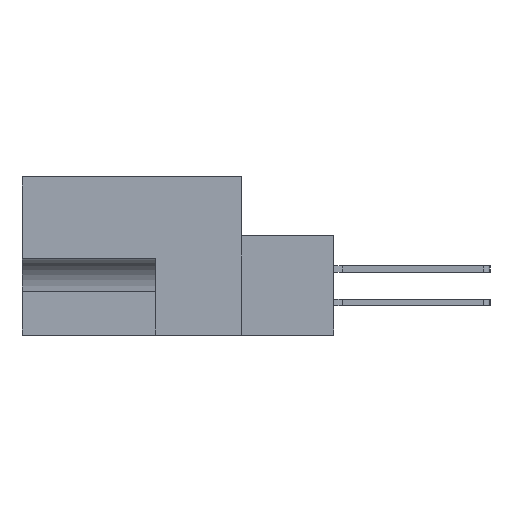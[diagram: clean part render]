
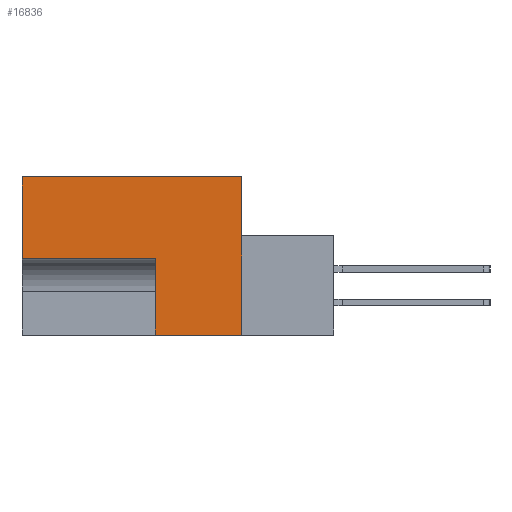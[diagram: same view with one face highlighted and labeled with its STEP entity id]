
A CAD part, left-side view. The second image highlights one B-rep face of the part: STEP entity #16836.
In plain terms, the highlighted planar face has unit normal (-1, 0, 0).
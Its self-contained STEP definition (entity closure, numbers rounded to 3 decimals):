
#1284 = DIRECTION ( 'NONE',  ( 0., 0., -1. ) ) ;
#1976 = CARTESIAN_POINT ( 'NONE',  ( 0., 8.255, -15.088 ) ) ;
#2098 = CARTESIAN_POINT ( 'NONE',  ( 0., 0., 0. ) ) ;
#2266 = EDGE_CURVE ( 'NONE', #25779, #27127, #6719, .T. ) ;
#3920 = LINE ( 'NONE', #16794, #7079 ) ;
#6719 = LINE ( 'NONE', #40122, #47961 ) ;
#7079 = VECTOR ( 'NONE', #44799, 1000. ) ;
#8838 = VECTOR ( 'NONE', #1284, 1000. ) ;
#8992 = CARTESIAN_POINT ( 'NONE',  ( 0., 20.955, -15.088 ) ) ;
#9019 = CARTESIAN_POINT ( 'NONE',  ( 0., 8.255, -15.088 ) ) ;
#10225 = AXIS2_PLACEMENT_3D ( 'NONE', #19107, #35009, #18598 ) ;
#10693 = LINE ( 'NONE', #33043, #8838 ) ;
#11626 = VECTOR ( 'NONE', #21873, 1000. ) ;
#13475 = EDGE_CURVE ( 'NONE', #39844, #16740, #33443, .T. ) ;
#14345 = CARTESIAN_POINT ( 'NONE',  ( 0., 8.255, -7.772 ) ) ;
#15470 = EDGE_CURVE ( 'NONE', #16774, #32676, #3920, .T. ) ;
#16479 = DIRECTION ( 'NONE',  ( 0., 1., 0. ) ) ;
#16740 = VERTEX_POINT ( 'NONE', #9019 ) ;
#16774 = VERTEX_POINT ( 'NONE', #29087 ) ;
#16794 = CARTESIAN_POINT ( 'NONE',  ( 0., 11.506, 0. ) ) ;
#16836 = ADVANCED_FACE ( 'NONE', ( #24394 ), #34485, .F. ) ;
#17350 = DIRECTION ( 'NONE',  ( 0., 0., 1. ) ) ;
#18598 = DIRECTION ( 'NONE',  ( 0., 0., -1. ) ) ;
#19107 = CARTESIAN_POINT ( 'NONE',  ( 0., 0., 0. ) ) ;
#19206 = ORIENTED_EDGE ( 'NONE', *, *, #39377, .F. ) ;
#21873 = DIRECTION ( 'NONE',  ( 0., 0., 1. ) ) ;
#22258 = EDGE_CURVE ( 'NONE', #32676, #39844, #10693, .T. ) ;
#23711 = ORIENTED_EDGE ( 'NONE', *, *, #2266, .F. ) ;
#24394 = FACE_OUTER_BOUND ( 'NONE', #30412, .T. ) ;
#25779 = VERTEX_POINT ( 'NONE', #14345 ) ;
#27127 = VERTEX_POINT ( 'NONE', #49232 ) ;
#29087 = CARTESIAN_POINT ( 'NONE',  ( 0., 20.955, 0. ) ) ;
#30412 = EDGE_LOOP ( 'NONE', ( #30922, #34935, #38793, #19206, #23711, #50480 ) ) ;
#30922 = ORIENTED_EDGE ( 'NONE', *, *, #13475, .F. ) ;
#32676 = VERTEX_POINT ( 'NONE', #2098 ) ;
#33043 = CARTESIAN_POINT ( 'NONE',  ( 0., 0., 0. ) ) ;
#33443 = LINE ( 'NONE', #46891, #47861 ) ;
#34485 = PLANE ( 'NONE',  #10225 ) ;
#34935 = ORIENTED_EDGE ( 'NONE', *, *, #22258, .F. ) ;
#35009 = DIRECTION ( 'NONE',  ( 1., 0., 0. ) ) ;
#38511 = DIRECTION ( 'NONE',  ( 0., 1., 0. ) ) ;
#38793 = ORIENTED_EDGE ( 'NONE', *, *, #15470, .F. ) ;
#39377 = EDGE_CURVE ( 'NONE', #27127, #16774, #44703, .T. ) ;
#39844 = VERTEX_POINT ( 'NONE', #47542 ) ;
#40122 = CARTESIAN_POINT ( 'NONE',  ( 0., 8.255, -7.772 ) ) ;
#44703 = LINE ( 'NONE', #8992, #45308 ) ;
#44799 = DIRECTION ( 'NONE',  ( 0., -1., 0. ) ) ;
#45308 = VECTOR ( 'NONE', #17350, 1000. ) ;
#46891 = CARTESIAN_POINT ( 'NONE',  ( 0., -8.814, -15.088 ) ) ;
#47542 = CARTESIAN_POINT ( 'NONE',  ( 0., 0., -15.088 ) ) ;
#47861 = VECTOR ( 'NONE', #38511, 1000. ) ;
#47961 = VECTOR ( 'NONE', #16479, 1000. ) ;
#48525 = LINE ( 'NONE', #1976, #11626 ) ;
#49011 = EDGE_CURVE ( 'NONE', #16740, #25779, #48525, .T. ) ;
#49232 = CARTESIAN_POINT ( 'NONE',  ( 0., 20.955, -7.772 ) ) ;
#50480 = ORIENTED_EDGE ( 'NONE', *, *, #49011, .F. ) ;
